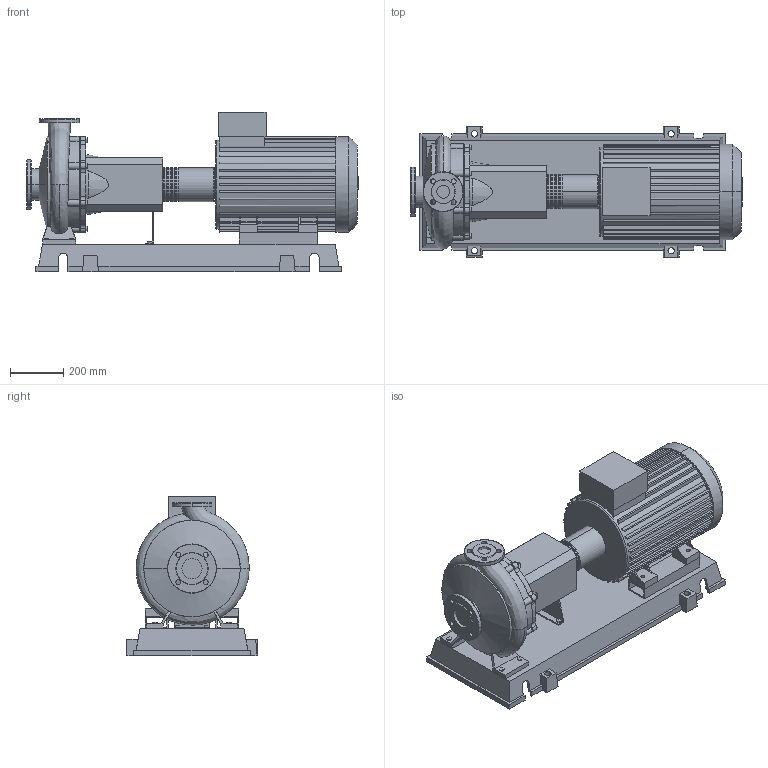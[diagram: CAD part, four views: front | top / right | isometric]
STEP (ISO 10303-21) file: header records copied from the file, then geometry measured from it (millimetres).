
FILE_DESCRIPTION((''),'2;1');
FILE_NAME('3d_NL40_315-22-2-05-4109026.stp','2015-03-03T07:42:05',(''),(''),'Mechanical Desktop 2009','Mechanical Desktop 2009',', , ');
FILE_SCHEMA(('CONFIG_CONTROL_DESIGN'));
Length unit declared in the file: millimetre
Products named in the file (1): Product
Bounding box: 1249 x 490 x 600 mm (x, y, z)
Volume: 95677966.7 mm3; surface area: 4368868.3 mm2
Topology: 13 solids, 13 shells, 855 faces, 2262 edges, 1487 vertices
Faces by surface type: plane 436, bspline 210, cylinder 193, cone 10, torus 6
Entity records: 31063 total; most frequent: CARTESIAN_POINT 9945, ORIENTED_EDGE 4526, DIRECTION 4127, EDGE_CURVE 2263, VERTEX_POINT 1486, VECTOR 1451, LINE 1451, AXIS2_PLACEMENT_3D 1338
